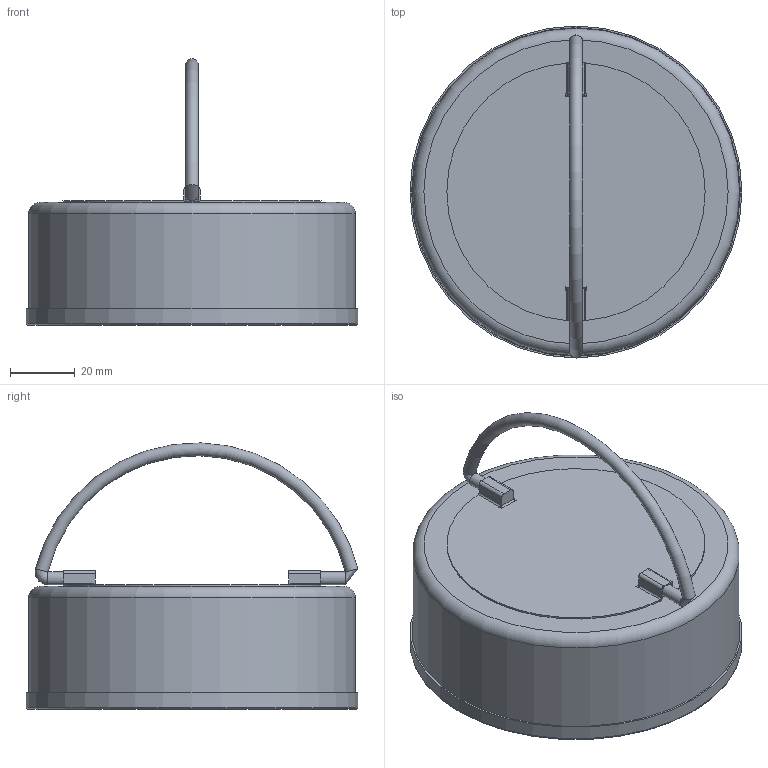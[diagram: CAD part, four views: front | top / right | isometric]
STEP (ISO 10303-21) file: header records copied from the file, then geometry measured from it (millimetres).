
FILE_DESCRIPTION((''),'2;1');
FILE_NAME('HÄLMH-100.stp','2014-02-21T15:21:09',(''),(''),'Autodesk Inventor 2013','Autodesk Inventor 2013','');
FILE_SCHEMA(('AUTOMOTIVE_DESIGN { 1 2 10303 214 0 1 1 1 }'));
Length unit declared in the file: millimetre
Products named in the file (4): HÄLMH-100; HÄLM-100; 999205; 999206
Assembly tree (3 placements, depth 2):
  HÄLMH-100
    HÄLM-100
    999205
    999206
Bounding box: 102.85 x 102.85 x 82.49 mm (x, y, z)
Volume: 15233.7 mm3; surface area: 54982.9 mm2
Topology: 3 solids, 3 shells, 100 faces, 232 edges, 127 vertices
Faces by surface type: plane 57, cylinder 28, bspline 9, torus 6
Full cylindrical faces by diameter (mm): 4 x2, 100.25 x1, 101.25 x1, 101.85 x1, 102.85 x1
Entity records: 3069 total; most frequent: CARTESIAN_POINT 789, DIRECTION 444, ORIENTED_EDGE 432, EDGE_CURVE 216, VECTOR 152, LINE 152, AXIS2_PLACEMENT_3D 146, VERTEX_POINT 126
